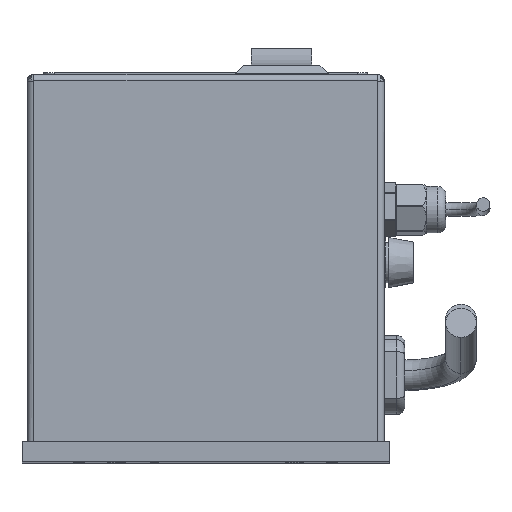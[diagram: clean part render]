
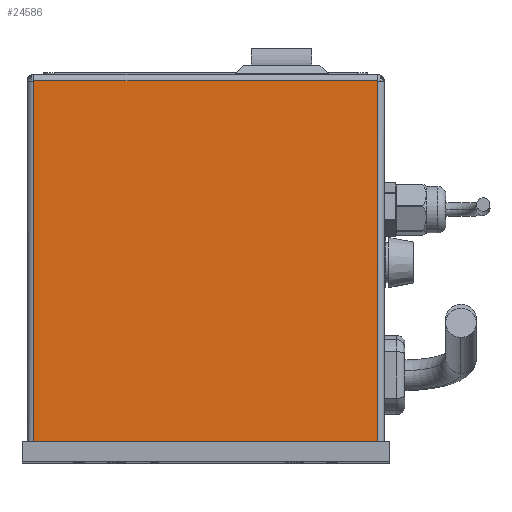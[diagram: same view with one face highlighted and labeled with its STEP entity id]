
A CAD part, top view. The second image highlights one B-rep face of the part: STEP entity #24586.
In plain terms, the highlighted face is planar.
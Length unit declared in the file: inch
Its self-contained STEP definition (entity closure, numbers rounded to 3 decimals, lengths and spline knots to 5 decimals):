
#825 = CARTESIAN_POINT ( 'NONE',  ( 4.5, 0.0816, -2.1055 ) ) ;
#1550 = DIRECTION ( 'NONE',  ( 0., 0., 1. ) ) ;
#3200 = VERTEX_POINT ( 'NONE', #28745 ) ;
#4695 = VECTOR ( 'NONE', #30279, 39.37008 ) ;
#5039 = VERTEX_POINT ( 'NONE', #48487 ) ;
#5710 = VERTEX_POINT ( 'NONE', #47583 ) ;
#6094 = EDGE_CURVE ( 'NONE', #44074, #51220, #62757, .T. ) ;
#6526 = VECTOR ( 'NONE', #24188, 39.37008 ) ;
#9295 = DIRECTION ( 'NONE',  ( 0., 1., 0. ) ) ;
#9644 = ORIENTED_EDGE ( 'NONE', *, *, #54236, .T. ) ;
#12965 = CARTESIAN_POINT ( 'NONE',  ( 4.5, 0.082, 2.1059 ) ) ;
#12974 = DIRECTION ( 'NONE',  ( 0., 0., 1. ) ) ;
#15504 = CIRCLE ( 'NONE', #51508, 0.0004 ) ;
#16148 = ORIENTED_EDGE ( 'NONE', *, *, #20619, .T. ) ;
#18463 = DIRECTION ( 'NONE',  ( 0., 0., 1. ) ) ;
#18641 = LINE ( 'NONE', #24104, #4695 ) ;
#19888 = EDGE_CURVE ( 'NONE', #5710, #59018, #15504, .T. ) ;
#20375 = CARTESIAN_POINT ( 'NONE',  ( 4.5, 0.082, 2.1059 ) ) ;
#20619 = EDGE_CURVE ( 'NONE', #59018, #3200, #52898, .T. ) ;
#22942 = DIRECTION ( 'NONE',  ( 0., 0., -1. ) ) ;
#24104 = CARTESIAN_POINT ( 'NONE',  ( 4.5, 4.5, -2.1359 ) ) ;
#24188 = DIRECTION ( 'NONE',  ( 0., -1., 0. ) ) ;
#24586 = ADVANCED_FACE ( 'NONE', ( #27589 ), #33406, .F. ) ;
#27589 = FACE_OUTER_BOUND ( 'NONE', #65295, .T. ) ;
#28404 = CARTESIAN_POINT ( 'NONE',  ( 4.5, 0.082, -2.1055 ) ) ;
#28445 = ORIENTED_EDGE ( 'NONE', *, *, #33607, .T. ) ;
#28745 = CARTESIAN_POINT ( 'NONE',  ( 4.5, 4.5, -2.1059 ) ) ;
#30279 = DIRECTION ( 'NONE',  ( 0., 0., 1. ) ) ;
#31530 = AXIS2_PLACEMENT_3D ( 'NONE', #40575, #60678, #12974 ) ;
#33123 = DIRECTION ( 'NONE',  ( 1., 0., 0. ) ) ;
#33406 = PLANE ( 'NONE',  #31530 ) ;
#33607 = EDGE_CURVE ( 'NONE', #3200, #44074, #18641, .T. ) ;
#34472 = DIRECTION ( 'NONE',  ( 1., 0., 0. ) ) ;
#40575 = CARTESIAN_POINT ( 'NONE',  ( 4.5, 0.082, -2.1055 ) ) ;
#40900 = AXIS2_PLACEMENT_3D ( 'NONE', #67614, #34472, #18463 ) ;
#41707 = ORIENTED_EDGE ( 'NONE', *, *, #19888, .T. ) ;
#44074 = VERTEX_POINT ( 'NONE', #57188 ) ;
#44617 = EDGE_CURVE ( 'NONE', #51220, #5039, #47822, .T. ) ;
#47583 = CARTESIAN_POINT ( 'NONE',  ( 4.5, 0.0816, -2.1055 ) ) ;
#47785 = CARTESIAN_POINT ( 'NONE',  ( 4.5, 0.082, -2.1059 ) ) ;
#47822 = CIRCLE ( 'NONE', #40900, 0.0004 ) ;
#48487 = CARTESIAN_POINT ( 'NONE',  ( 4.5, 0.0816, 2.1055 ) ) ;
#51220 = VERTEX_POINT ( 'NONE', #20375 ) ;
#51508 = AXIS2_PLACEMENT_3D ( 'NONE', #28404, #33123, #1550 ) ;
#51561 = VECTOR ( 'NONE', #9295, 39.37008 ) ;
#52898 = LINE ( 'NONE', #47785, #51561 ) ;
#54236 = EDGE_CURVE ( 'NONE', #5039, #5710, #56046, .T. ) ;
#56046 = LINE ( 'NONE', #825, #63570 ) ;
#57188 = CARTESIAN_POINT ( 'NONE',  ( 4.5, 4.5, 2.1059 ) ) ;
#57591 = CARTESIAN_POINT ( 'NONE',  ( 4.5, 0.082, -2.1059 ) ) ;
#59018 = VERTEX_POINT ( 'NONE', #57591 ) ;
#60678 = DIRECTION ( 'NONE',  ( -1., 0., 0. ) ) ;
#61614 = ORIENTED_EDGE ( 'NONE', *, *, #44617, .T. ) ;
#62757 = LINE ( 'NONE', #12965, #6526 ) ;
#63570 = VECTOR ( 'NONE', #22942, 39.37008 ) ;
#65295 = EDGE_LOOP ( 'NONE', ( #28445, #71061, #61614, #9644, #41707, #16148 ) ) ;
#67614 = CARTESIAN_POINT ( 'NONE',  ( 4.5, 0.082, 2.1055 ) ) ;
#71061 = ORIENTED_EDGE ( 'NONE', *, *, #6094, .T. ) ;
